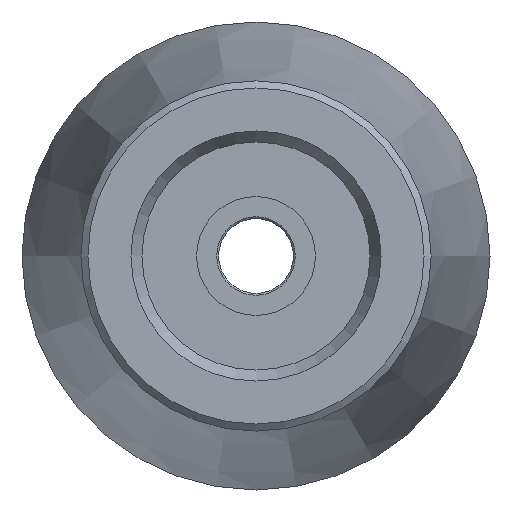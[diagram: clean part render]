
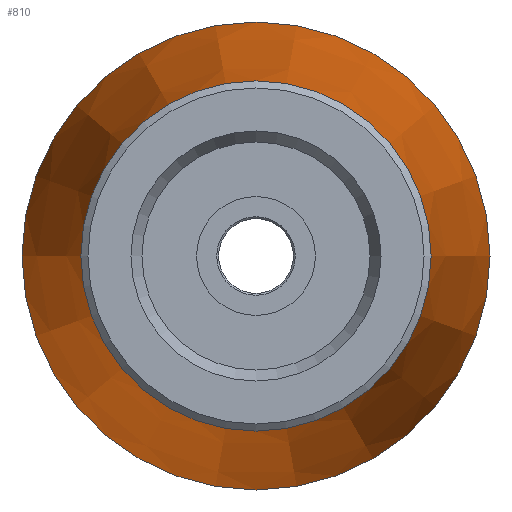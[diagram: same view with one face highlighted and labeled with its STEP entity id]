
A CAD part, left-side view. The second image highlights one B-rep face of the part: STEP entity #810.
In plain terms, the highlighted conical face has half-angle 8 degrees and reference radius 14.167 mm.
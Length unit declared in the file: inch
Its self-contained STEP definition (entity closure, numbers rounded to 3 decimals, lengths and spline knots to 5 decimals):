
#120=FACE_OUTER_BOUND('',#188,.T.);
#188=EDGE_LOOP('',(#665,#666,#667,#668));
#247=LINE('',#1418,#292);
#292=VECTOR('',#1154,0.55775);
#345=CIRCLE('',#929,0.4775);
#346=CIRCLE('',#931,0.638);
#413=VERTEX_POINT('',#1412);
#414=VERTEX_POINT('',#1416);
#499=EDGE_CURVE('',#413,#413,#345,.T.);
#501=EDGE_CURVE('',#414,#414,#346,.T.);
#502=EDGE_CURVE('',#414,#413,#247,.T.);
#665=ORIENTED_EDGE('',*,*,#501,.F.);
#666=ORIENTED_EDGE('',*,*,#502,.T.);
#667=ORIENTED_EDGE('',*,*,#499,.T.);
#668=ORIENTED_EDGE('',*,*,#502,.F.);
#768=CONICAL_SURFACE('',#930,0.55775,0.14);
#810=ADVANCED_FACE('',(#120),#768,.T.);
#929=AXIS2_PLACEMENT_3D('',#1413,#1147,#1148);
#930=AXIS2_PLACEMENT_3D('',#1415,#1150,#1151);
#931=AXIS2_PLACEMENT_3D('',#1417,#1152,#1153);
#1147=DIRECTION('center_axis',(1.,0.,0.));
#1148=DIRECTION('ref_axis',(0.,0.,-1.));
#1150=DIRECTION('center_axis',(1.,0.,0.));
#1151=DIRECTION('ref_axis',(0.,1.,0.));
#1152=DIRECTION('center_axis',(1.,0.,0.));
#1153=DIRECTION('ref_axis',(0.,0.,-1.));
#1154=DIRECTION('',(-0.99,0.139,0.));
#1412=CARTESIAN_POINT('',(0.01683,-0.4775,0.));
#1413=CARTESIAN_POINT('Origin',(0.01683,0.,0.));
#1415=CARTESIAN_POINT('Origin',(0.58784,0.,0.));
#1416=CARTESIAN_POINT('',(1.15885,-0.638,0.));
#1417=CARTESIAN_POINT('Origin',(1.15885,0.,0.));
#1418=CARTESIAN_POINT('',(0.58784,-0.55775,0.));
